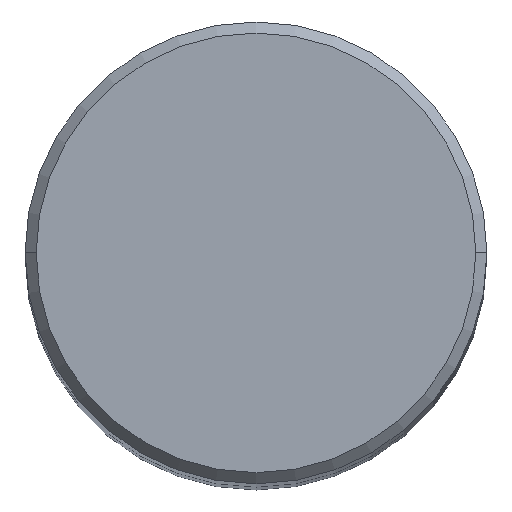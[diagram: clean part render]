
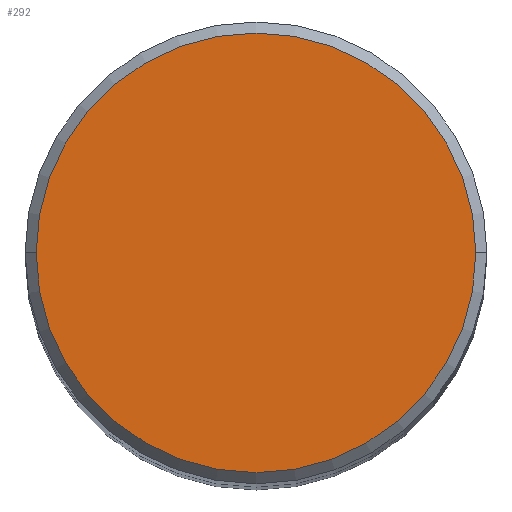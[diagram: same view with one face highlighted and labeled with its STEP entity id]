
A CAD part, top view. The second image highlights one B-rep face of the part: STEP entity #292.
In plain terms, the highlighted planar face has unit normal (0, 0, 1).
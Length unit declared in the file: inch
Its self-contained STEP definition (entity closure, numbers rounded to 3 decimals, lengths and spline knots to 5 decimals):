
#8 = CARTESIAN_POINT ( 'NONE',  ( 0., 0., 5. ) ) ;
#15 = DIRECTION ( 'NONE',  ( 1., 0., 0. ) ) ;
#24 = CARTESIAN_POINT ( 'NONE',  ( 0., 0., 5. ) ) ;
#45 = CARTESIAN_POINT ( 'NONE',  ( 0.2975, 0., 5. ) ) ;
#48 = VERTEX_POINT ( 'NONE', #45 ) ;
#67 = CIRCLE ( 'NONE', #183, 0.2975 ) ;
#81 = DIRECTION ( 'NONE',  ( 0., 0., 1. ) ) ;
#91 = ORIENTED_EDGE ( 'NONE', *, *, #230, .T. ) ;
#97 = ORIENTED_EDGE ( 'NONE', *, *, #117, .T. ) ;
#115 = DIRECTION ( 'NONE',  ( 0., 0., 1. ) ) ;
#117 = EDGE_CURVE ( 'NONE', #168, #48, #67, .T. ) ;
#132 = FACE_OUTER_BOUND ( 'NONE', #238, .T. ) ;
#133 = CIRCLE ( 'NONE', #217, 0.2975 ) ;
#154 = PLANE ( 'NONE',  #164 ) ;
#164 = AXIS2_PLACEMENT_3D ( 'NONE', #220, #222, #15 ) ;
#168 = VERTEX_POINT ( 'NONE', #244 ) ;
#183 = AXIS2_PLACEMENT_3D ( 'NONE', #24, #115, #206 ) ;
#206 = DIRECTION ( 'NONE',  ( 1., 0., 0. ) ) ;
#217 = AXIS2_PLACEMENT_3D ( 'NONE', #8, #81, #290 ) ;
#220 = CARTESIAN_POINT ( 'NONE',  ( 0., 0., 5. ) ) ;
#222 = DIRECTION ( 'NONE',  ( 0., 0., 1. ) ) ;
#230 = EDGE_CURVE ( 'NONE', #48, #168, #133, .T. ) ;
#238 = EDGE_LOOP ( 'NONE', ( #97, #91 ) ) ;
#244 = CARTESIAN_POINT ( 'NONE',  ( -0.2975, 0., 5. ) ) ;
#290 = DIRECTION ( 'NONE',  ( 1., 0., 0. ) ) ;
#292 = ADVANCED_FACE ( 'NONE', ( #132 ), #154, .T. ) ;
